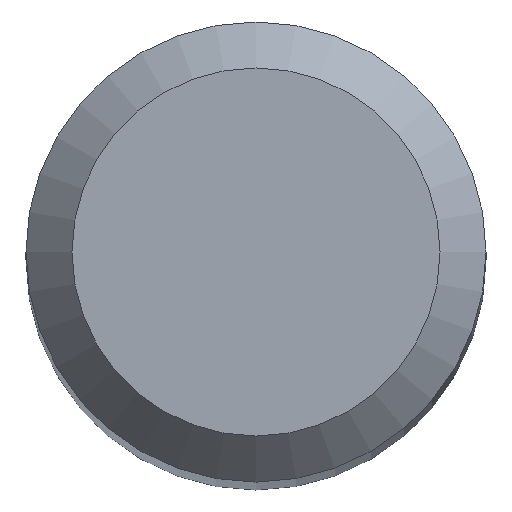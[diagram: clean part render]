
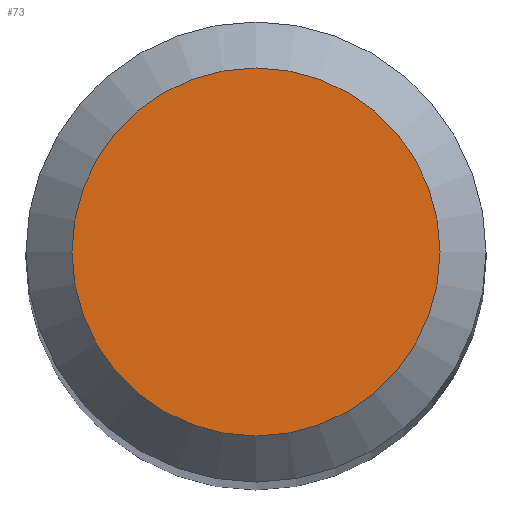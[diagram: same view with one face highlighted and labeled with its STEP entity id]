
A CAD part, top view. The second image highlights one B-rep face of the part: STEP entity #73.
In plain terms, the highlighted planar face has unit normal (0, 0, 1).
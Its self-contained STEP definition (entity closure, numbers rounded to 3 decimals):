
#20 = VERTEX_POINT ( 'NONE', #125 ) ;
#32 = CARTESIAN_POINT ( 'NONE',  ( 0., 0., 38. ) ) ;
#36 = ORIENTED_EDGE ( 'NONE', *, *, #145, .F. ) ;
#54 = CIRCLE ( 'NONE', #151, 1.2 ) ;
#73 = ADVANCED_FACE ( 'NONE', ( #215 ), #174, .F. ) ;
#116 = DIRECTION ( 'NONE',  ( 0., 0., -1. ) ) ;
#124 = DIRECTION ( 'NONE',  ( 0., 0., -1. ) ) ;
#125 = CARTESIAN_POINT ( 'NONE',  ( 0., 1.2, 38. ) ) ;
#134 = CARTESIAN_POINT ( 'NONE',  ( 0., 0., 38. ) ) ;
#145 = EDGE_CURVE ( 'NONE', #20, #20, #54, .T. ) ;
#151 = AXIS2_PLACEMENT_3D ( 'NONE', #32, #124, #181 ) ;
#174 = PLANE ( 'NONE',  #192 ) ;
#181 = DIRECTION ( 'NONE',  ( 0., 1., 0. ) ) ;
#185 = EDGE_LOOP ( 'NONE', ( #36 ) ) ;
#192 = AXIS2_PLACEMENT_3D ( 'NONE', #134, #116, #194 ) ;
#194 = DIRECTION ( 'NONE',  ( 0., 1., 0. ) ) ;
#215 = FACE_OUTER_BOUND ( 'NONE', #185, .T. ) ;
